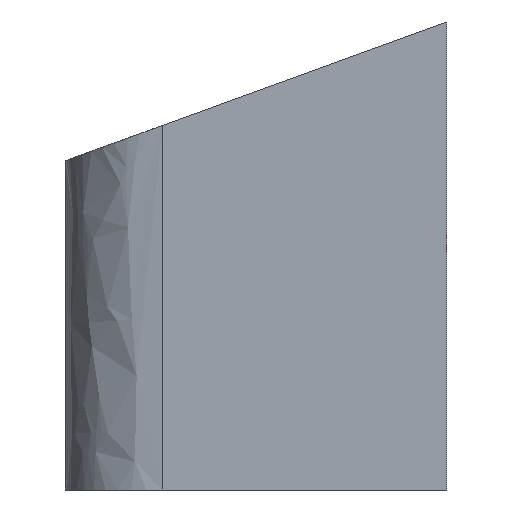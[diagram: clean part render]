
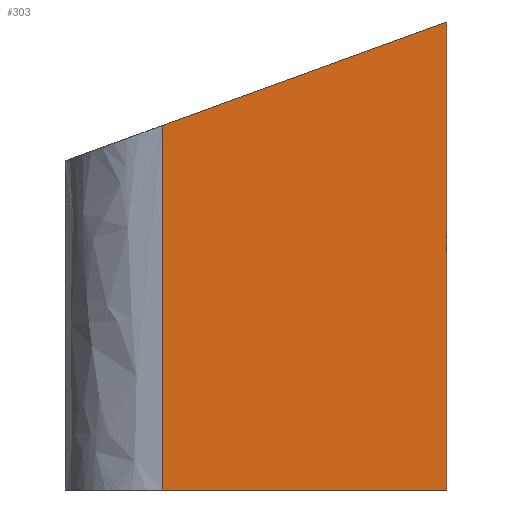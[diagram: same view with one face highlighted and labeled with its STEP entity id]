
A CAD part, left-side view. The second image highlights one B-rep face of the part: STEP entity #303.
In plain terms, the highlighted free-form (B-spline) face has degree [1, 1] with [2, 2] control points.
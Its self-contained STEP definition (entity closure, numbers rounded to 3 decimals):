
#22 = VERTEX_POINT('',#23);
#23 = CARTESIAN_POINT('',(-75.492,-19.252,
    -46.283));
#59 = EDGE_CURVE('',#60,#22,#62,.T.);
#60 = VERTEX_POINT('',#61);
#61 = CARTESIAN_POINT('',(-75.492,-75.492,
    -46.283));
#62 = B_SPLINE_CURVE_WITH_KNOTS('',1,(#63,#64),.UNSPECIFIED.,.F.,.F.,(2,
    2),(0.,39.),.PIECEWISE_BEZIER_KNOTS.);
#63 = CARTESIAN_POINT('',(-75.492,-75.492,
    -46.283));
#64 = CARTESIAN_POINT('',(-75.492,-19.252,
    -46.283));
#282 = VERTEX_POINT('',#283);
#283 = CARTESIAN_POINT('',(-75.492,-19.252,
    25.813));
#292 = EDGE_CURVE('',#282,#22,#293,.T.);
#293 = B_SPLINE_CURVE_WITH_KNOTS('',1,(#294,#295),.UNSPECIFIED.,.F.,.F.,
  (2,2),(14.195,64.19),.PIECEWISE_BEZIER_KNOTS.);
#294 = CARTESIAN_POINT('',(-75.492,-19.252,
    25.813));
#295 = CARTESIAN_POINT('',(-75.492,-19.252,
    -46.283));
#303 = ADVANCED_FACE('',(#304),#320,.T.);
#304 = FACE_BOUND('',#305,.T.);
#305 = EDGE_LOOP('',(#306,#313,#314,#315));
#306 = ORIENTED_EDGE('',*,*,#307,.T.);
#307 = EDGE_CURVE('',#308,#282,#310,.T.);
#308 = VERTEX_POINT('',#309);
#309 = CARTESIAN_POINT('',(-75.492,-75.492,
    46.283));
#310 = B_SPLINE_CURVE_WITH_KNOTS('',1,(#311,#312),.UNSPECIFIED.,.F.,.F.,
  (2,2),(0.,41.503),.PIECEWISE_BEZIER_KNOTS.);
#311 = CARTESIAN_POINT('',(-75.492,-75.492,
    46.283));
#312 = CARTESIAN_POINT('',(-75.492,-19.252,
    25.813));
#313 = ORIENTED_EDGE('',*,*,#292,.T.);
#314 = ORIENTED_EDGE('',*,*,#59,.F.);
#315 = ORIENTED_EDGE('',*,*,#316,.F.);
#316 = EDGE_CURVE('',#308,#60,#317,.T.);
#317 = B_SPLINE_CURVE_WITH_KNOTS('',1,(#318,#319),.UNSPECIFIED.,.F.,.F.,
  (2,2),(-0.,64.19),.PIECEWISE_BEZIER_KNOTS.);
#318 = CARTESIAN_POINT('',(-75.492,-75.492,
    46.283));
#319 = CARTESIAN_POINT('',(-75.492,-75.492,
    -46.283));
#320 = B_SPLINE_SURFACE_WITH_KNOTS('',1,1,(
    (#321,#322)
    ,(#323,#324
    )),.UNSPECIFIED.,.F.,.F.,.F.,(2,2),(2,2),(-64.19,0.),(0.,39.),
  .PIECEWISE_BEZIER_KNOTS.);
#321 = CARTESIAN_POINT('',(-75.492,-75.492,
    -46.283));
#322 = CARTESIAN_POINT('',(-75.492,-19.252,
    -46.283));
#323 = CARTESIAN_POINT('',(-75.492,-75.492,
    46.283));
#324 = CARTESIAN_POINT('',(-75.492,-19.252,
    46.283));
